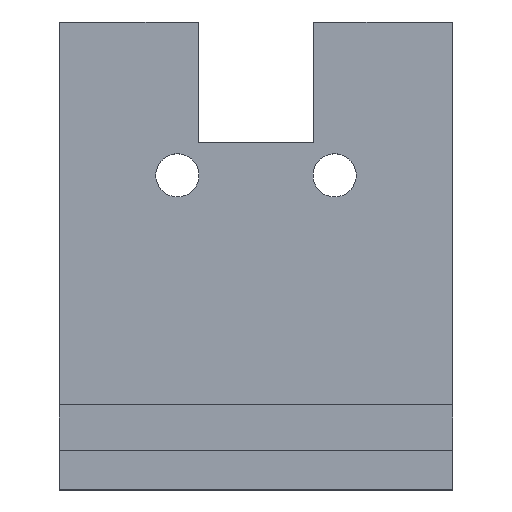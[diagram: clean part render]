
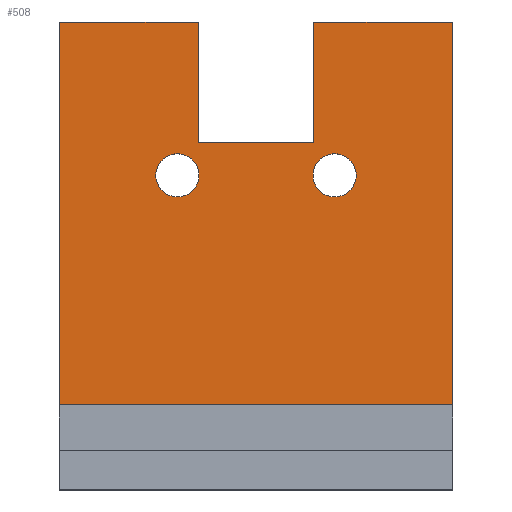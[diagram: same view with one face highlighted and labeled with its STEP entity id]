
A CAD part, top view. The second image highlights one B-rep face of the part: STEP entity #508.
In plain terms, the highlighted planar face has unit normal (0, 0, 1).
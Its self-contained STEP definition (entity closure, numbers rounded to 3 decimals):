
#6 = ORIENTED_EDGE ( 'NONE', *, *, #283, .T. ) ;
#12 = VERTEX_POINT ( 'NONE', #552 ) ;
#37 = CARTESIAN_POINT ( 'NONE',  ( -56., -23.25, 5.5 ) ) ;
#43 = EDGE_CURVE ( 'NONE', #12, #282, #89, .T. ) ;
#59 = CARTESIAN_POINT ( 'NONE',  ( -40., -11.55, 5.5 ) ) ;
#65 = ORIENTED_EDGE ( 'NONE', *, *, #169, .T. ) ;
#84 = ORIENTED_EDGE ( 'NONE', *, *, #433, .T. ) ;
#89 = CIRCLE ( 'NONE', #159, 1.65 ) ;
#94 = ORIENTED_EDGE ( 'NONE', *, *, #820, .T. ) ;
#95 = DIRECTION ( 'NONE',  ( 0., -1., 0. ) ) ;
#97 = CARTESIAN_POINT ( 'NONE',  ( -56., -23.25, 5.5 ) ) ;
#101 = VERTEX_POINT ( 'NONE', #243 ) ;
#103 = VERTEX_POINT ( 'NONE', #876 ) ;
#115 = CARTESIAN_POINT ( 'NONE',  ( -44., -23.25, 5.5 ) ) ;
#124 = AXIS2_PLACEMENT_3D ( 'NONE', #97, #660, #224 ) ;
#137 = CARTESIAN_POINT ( 'NONE',  ( -42.35, -23.25, 5.5 ) ) ;
#138 = CARTESIAN_POINT ( 'NONE',  ( -65., -11.55, 5.5 ) ) ;
#139 = AXIS2_PLACEMENT_3D ( 'NONE', #37, #516, #338 ) ;
#141 = CIRCLE ( 'NONE', #124, 1.65 ) ;
#143 = LINE ( 'NONE', #178, #625 ) ;
#145 = CARTESIAN_POINT ( 'NONE',  ( -35., -11.55, 5.5 ) ) ;
#159 = AXIS2_PLACEMENT_3D ( 'NONE', #304, #530, #724 ) ;
#169 = EDGE_CURVE ( 'NONE', #485, #605, #487, .T. ) ;
#178 = CARTESIAN_POINT ( 'NONE',  ( -35., -11.55, 5.5 ) ) ;
#179 = EDGE_CURVE ( 'NONE', #313, #606, #668, .T. ) ;
#182 = FACE_BOUND ( 'NONE', #709, .T. ) ;
#186 = CARTESIAN_POINT ( 'NONE',  ( -60., -11.55, 5.5 ) ) ;
#213 = VERTEX_POINT ( 'NONE', #138 ) ;
#220 = LINE ( 'NONE', #360, #256 ) ;
#224 = DIRECTION ( 'NONE',  ( -1., 0., 0. ) ) ;
#228 = CARTESIAN_POINT ( 'NONE',  ( -65., -40.75, 5.5 ) ) ;
#243 = CARTESIAN_POINT ( 'NONE',  ( -45.6, -20.75, 5.5 ) ) ;
#256 = VECTOR ( 'NONE', #501, 1000. ) ;
#263 = ORIENTED_EDGE ( 'NONE', *, *, #43, .T. ) ;
#282 = VERTEX_POINT ( 'NONE', #137 ) ;
#283 = EDGE_CURVE ( 'NONE', #103, #845, #143, .T. ) ;
#294 = DIRECTION ( 'NONE',  ( -1., 0., 0. ) ) ;
#298 = VECTOR ( 'NONE', #669, 1000. ) ;
#301 = DIRECTION ( 'NONE',  ( 0., 0., -1. ) ) ;
#304 = CARTESIAN_POINT ( 'NONE',  ( -44., -23.25, 5.5 ) ) ;
#307 = CARTESIAN_POINT ( 'NONE',  ( -45.6, -11.55, 5.5 ) ) ;
#311 = LINE ( 'NONE', #186, #298 ) ;
#313 = VERTEX_POINT ( 'NONE', #662 ) ;
#318 = PLANE ( 'NONE',  #756 ) ;
#326 = CARTESIAN_POINT ( 'NONE',  ( -54.35, -23.25, 5.5 ) ) ;
#338 = DIRECTION ( 'NONE',  ( -1., 0., 0. ) ) ;
#352 = EDGE_LOOP ( 'NONE', ( #373, #812, #6, #571, #643, #608, #859, #94 ) ) ;
#360 = CARTESIAN_POINT ( 'NONE',  ( -60., -20.75, 5.5 ) ) ;
#371 = VECTOR ( 'NONE', #380, 1000. ) ;
#373 = ORIENTED_EDGE ( 'NONE', *, *, #618, .T. ) ;
#380 = DIRECTION ( 'NONE',  ( -1., 0., 0. ) ) ;
#388 = DIRECTION ( 'NONE',  ( 0., 1., 0. ) ) ;
#398 = CARTESIAN_POINT ( 'NONE',  ( 0., -15.5, 5.5 ) ) ;
#403 = DIRECTION ( 'NONE',  ( 0., 0., -1. ) ) ;
#406 = EDGE_CURVE ( 'NONE', #282, #12, #449, .T. ) ;
#420 = EDGE_CURVE ( 'NONE', #103, #661, #850, .T. ) ;
#424 = CARTESIAN_POINT ( 'NONE',  ( -45.6, -20.75, 5.5 ) ) ;
#433 = EDGE_CURVE ( 'NONE', #605, #485, #141, .T. ) ;
#449 = CIRCLE ( 'NONE', #563, 1.65 ) ;
#476 = FACE_OUTER_BOUND ( 'NONE', #352, .T. ) ;
#477 = ORIENTED_EDGE ( 'NONE', *, *, #406, .T. ) ;
#484 = VERTEX_POINT ( 'NONE', #307 ) ;
#485 = VERTEX_POINT ( 'NONE', #567 ) ;
#487 = CIRCLE ( 'NONE', #139, 1.65 ) ;
#501 = DIRECTION ( 'NONE',  ( 1., 0., 0. ) ) ;
#508 = ADVANCED_FACE ( 'NONE', ( #182, #674, #476 ), #318, .F. ) ;
#516 = DIRECTION ( 'NONE',  ( 0., 0., -1. ) ) ;
#523 = DIRECTION ( 'NONE',  ( -1., 0., 0. ) ) ;
#528 = DIRECTION ( 'NONE',  ( 1., 0., 0. ) ) ;
#530 = DIRECTION ( 'NONE',  ( 0., 0., -1. ) ) ;
#535 = LINE ( 'NONE', #814, #627 ) ;
#552 = CARTESIAN_POINT ( 'NONE',  ( -45.65, -23.25, 5.5 ) ) ;
#556 = EDGE_LOOP ( 'NONE', ( #263, #477 ) ) ;
#563 = AXIS2_PLACEMENT_3D ( 'NONE', #115, #301, #294 ) ;
#567 = CARTESIAN_POINT ( 'NONE',  ( -57.65, -23.25, 5.5 ) ) ;
#570 = CARTESIAN_POINT ( 'NONE',  ( -65., -40.75, 5.5 ) ) ;
#571 = ORIENTED_EDGE ( 'NONE', *, *, #835, .T. ) ;
#599 = CARTESIAN_POINT ( 'NONE',  ( -54.4, -11.55, 5.5 ) ) ;
#605 = VERTEX_POINT ( 'NONE', #326 ) ;
#606 = VERTEX_POINT ( 'NONE', #599 ) ;
#608 = ORIENTED_EDGE ( 'NONE', *, *, #655, .F. ) ;
#613 = CARTESIAN_POINT ( 'NONE',  ( -54.4, -20.75, 5.5 ) ) ;
#618 = EDGE_CURVE ( 'NONE', #213, #661, #535, .T. ) ;
#620 = LINE ( 'NONE', #424, #703 ) ;
#625 = VECTOR ( 'NONE', #388, 1000. ) ;
#627 = VECTOR ( 'NONE', #95, 1000. ) ;
#643 = ORIENTED_EDGE ( 'NONE', *, *, #882, .T. ) ;
#655 = EDGE_CURVE ( 'NONE', #313, #101, #220, .T. ) ;
#660 = DIRECTION ( 'NONE',  ( 0., 0., -1. ) ) ;
#661 = VERTEX_POINT ( 'NONE', #570 ) ;
#662 = CARTESIAN_POINT ( 'NONE',  ( -54.4, -20.75, 5.5 ) ) ;
#668 = LINE ( 'NONE', #613, #755 ) ;
#669 = DIRECTION ( 'NONE',  ( -1., 0., 0. ) ) ;
#674 = FACE_BOUND ( 'NONE', #556, .T. ) ;
#703 = VECTOR ( 'NONE', #822, 1000. ) ;
#709 = EDGE_LOOP ( 'NONE', ( #65, #84 ) ) ;
#724 = DIRECTION ( 'NONE',  ( -1., 0., 0. ) ) ;
#755 = VECTOR ( 'NONE', #826, 1000. ) ;
#756 = AXIS2_PLACEMENT_3D ( 'NONE', #398, #403, #528 ) ;
#794 = VECTOR ( 'NONE', #523, 1000. ) ;
#803 = LINE ( 'NONE', #59, #371 ) ;
#812 = ORIENTED_EDGE ( 'NONE', *, *, #420, .F. ) ;
#814 = CARTESIAN_POINT ( 'NONE',  ( -65., -11.55, 5.5 ) ) ;
#820 = EDGE_CURVE ( 'NONE', #606, #213, #311, .T. ) ;
#822 = DIRECTION ( 'NONE',  ( 0., -1., 0. ) ) ;
#826 = DIRECTION ( 'NONE',  ( 0., 1., 0. ) ) ;
#835 = EDGE_CURVE ( 'NONE', #845, #484, #803, .T. ) ;
#845 = VERTEX_POINT ( 'NONE', #145 ) ;
#850 = LINE ( 'NONE', #228, #794 ) ;
#859 = ORIENTED_EDGE ( 'NONE', *, *, #179, .T. ) ;
#876 = CARTESIAN_POINT ( 'NONE',  ( -35., -40.75, 5.5 ) ) ;
#882 = EDGE_CURVE ( 'NONE', #484, #101, #620, .T. ) ;
